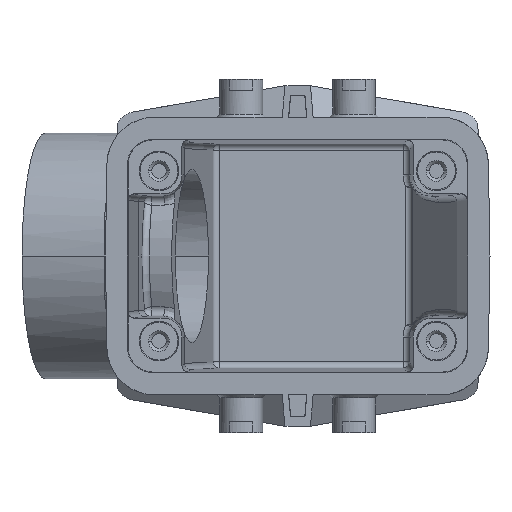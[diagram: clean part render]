
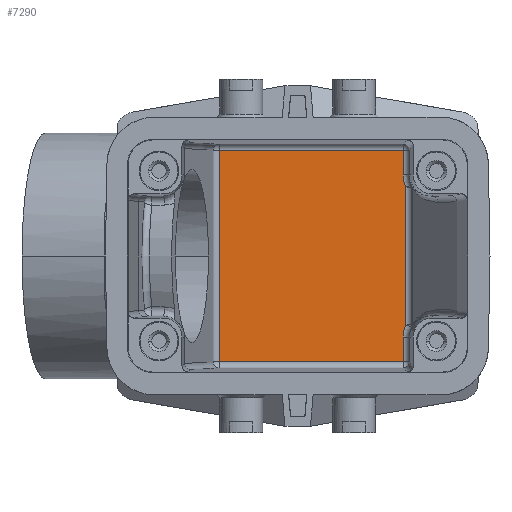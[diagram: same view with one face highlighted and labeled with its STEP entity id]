
A CAD part, front view. The second image highlights one B-rep face of the part: STEP entity #7290.
In plain terms, the highlighted planar face has unit normal (0, -1, 0).
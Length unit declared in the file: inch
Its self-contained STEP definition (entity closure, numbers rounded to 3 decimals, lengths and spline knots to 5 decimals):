
#1=CARTESIAN_POINT('',(0.84055,2.3622,0.50591));
#2=DIRECTION('',(0.,1.,0.));
#3=DIRECTION('',(-0.904,0.,-0.428));
#4=AXIS2_PLACEMENT_3D('',#1,#2,#3);
#6=CARTESIAN_POINT('',(0.84055,2.3622,-0.50591));
#7=DIRECTION('',(0.,1.,0.));
#8=DIRECTION('',(-1.,0.,0.));
#9=AXIS2_PLACEMENT_3D('',#6,#7,#8);
#11=DIRECTION('',(1.,0.,0.));
#12=VECTOR('',#11,1.14912);
#13=CARTESIAN_POINT('',(-0.49038,2.3622,0.66094));
#14=LINE('',#13,#12);
#34=DIRECTION('',(0.,0.,-1.));
#35=VECTOR('',#34,0.15503);
#36=CARTESIAN_POINT('',(0.65874,2.3622,0.66094));
#37=LINE('',#36,#35);
#70=DIRECTION('',(0.,0.,-1.));
#71=VECTOR('',#70,0.85601);
#72=CARTESIAN_POINT('',(0.67628,2.3622,0.42801));
#73=LINE('',#72,#71);
#4665=DIRECTION('',(-1.,0.,0.));
#4666=VECTOR('',#4665,1.14912);
#4667=CARTESIAN_POINT('',(0.65874,2.3622,
-0.66094));
#4668=LINE('',#4667,#4666);
#4847=DIRECTION('',(0.,0.,-1.));
#4848=VECTOR('',#4847,0.15503);
#4849=CARTESIAN_POINT('',(0.65874,2.3622,
-0.50591));
#4850=LINE('',#4849,#4848);
#5046=DIRECTION('',(0.,0.,1.));
#5047=VECTOR('',#5046,1.32188);
#5048=CARTESIAN_POINT('',(-0.49038,2.3622,
-0.66094));
#5049=LINE('',#5048,#5047);
#6045=CARTESIAN_POINT('',(-0.49038,2.3622,
0.66094));
#6046=CARTESIAN_POINT('',(0.65874,2.3622,
0.66094));
#6047=VERTEX_POINT('',#6045);
#6048=VERTEX_POINT('',#6046);
#6049=CARTESIAN_POINT('',(-0.49038,2.3622,
-0.66094));
#6050=VERTEX_POINT('',#6049);
#6051=CARTESIAN_POINT('',(0.65874,2.3622,
-0.66094));
#6052=VERTEX_POINT('',#6051);
#6053=CARTESIAN_POINT('',(0.65874,2.3622,
-0.50591));
#6054=VERTEX_POINT('',#6053);
#6055=CARTESIAN_POINT('',(0.67628,2.3622,
-0.42801));
#6056=VERTEX_POINT('',#6055);
#6057=CARTESIAN_POINT('',(0.67628,2.3622,
0.42801));
#6058=VERTEX_POINT('',#6057);
#6059=CARTESIAN_POINT('',(0.65874,2.3622,
0.50591));
#6060=VERTEX_POINT('',#6059);
#7267=CARTESIAN_POINT('',(-0.80609,2.3622,
-0.84646));
#7268=DIRECTION('',(0.,-1.,0.));
#7269=DIRECTION('',(1.,0.,0.));
#7270=AXIS2_PLACEMENT_3D('',#7267,#7268,#7269);
#7271=PLANE('',#7270);
#7273=ORIENTED_EDGE('',*,*,#7272,.T.);
#7275=ORIENTED_EDGE('',*,*,#7274,.T.);
#7277=ORIENTED_EDGE('',*,*,#7276,.F.);
#7279=ORIENTED_EDGE('',*,*,#7278,.T.);
#7281=ORIENTED_EDGE('',*,*,#7280,.F.);
#7283=ORIENTED_EDGE('',*,*,#7282,.T.);
#7285=ORIENTED_EDGE('',*,*,#7284,.T.);
#7287=ORIENTED_EDGE('',*,*,#7286,.T.);
#7288=EDGE_LOOP('',(#7273,#7275,#7277,#7279,#7281,#7283,#7285,#7287));
#7289=FACE_OUTER_BOUND('',#7288,.F.);
#7290=ADVANCED_FACE('',(#7289),#7271,.T.);
#5=CIRCLE('',#4,0.18181);
#10=CIRCLE('',#9,0.18181);
#7272=EDGE_CURVE('',#6047,#6048,#14,.T.);
#7274=EDGE_CURVE('',#6048,#6060,#37,.T.);
#7276=EDGE_CURVE('',#6058,#6060,#5,.T.);
#7278=EDGE_CURVE('',#6058,#6056,#73,.T.);
#7280=EDGE_CURVE('',#6054,#6056,#10,.T.);
#7282=EDGE_CURVE('',#6054,#6052,#4850,.T.);
#7284=EDGE_CURVE('',#6052,#6050,#4668,.T.);
#7286=EDGE_CURVE('',#6050,#6047,#5049,.T.);
